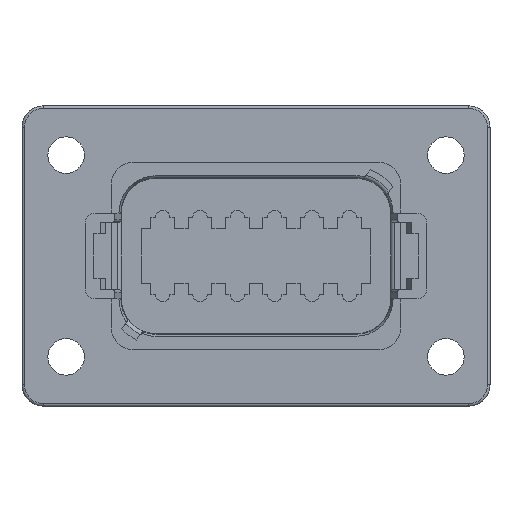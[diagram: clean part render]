
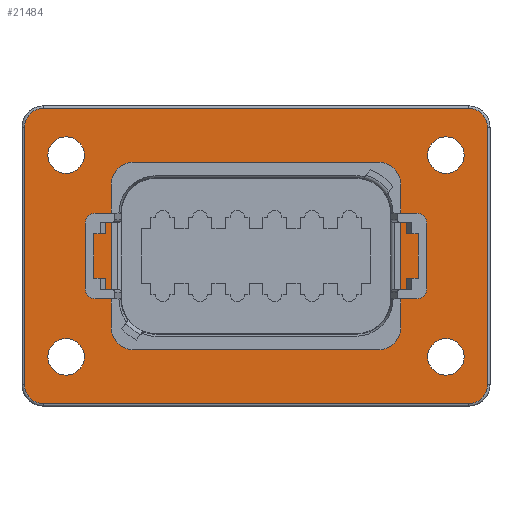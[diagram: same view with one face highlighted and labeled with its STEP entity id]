
A CAD part, front view. The second image highlights one B-rep face of the part: STEP entity #21484.
In plain terms, the highlighted planar face has unit normal (0, -1, 0).
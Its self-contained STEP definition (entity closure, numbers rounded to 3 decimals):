
#2=DIRECTION('',(0.,0.,1.));
#3=VECTOR('',#2,17.);
#4=CARTESIAN_POINT('',(-17.125,24.7,-8.5));
#5=LINE('',#4,#3);
#42=CARTESIAN_POINT('',(22.48,24.7,-11.94));
#43=DIRECTION('',(0.,1.,0.));
#44=DIRECTION('',(0.,0.,1.));
#45=AXIS2_PLACEMENT_3D('',#42,#43,#44);
#47=CARTESIAN_POINT('',(22.48,24.7,-11.94));
#48=DIRECTION('',(0.,1.,0.));
#49=DIRECTION('',(0.,0.,-1.));
#50=AXIS2_PLACEMENT_3D('',#47,#48,#49);
#52=CARTESIAN_POINT('',(22.48,24.7,11.94));
#53=DIRECTION('',(0.,1.,0.));
#54=DIRECTION('',(0.,0.,1.));
#55=AXIS2_PLACEMENT_3D('',#52,#53,#54);
#57=CARTESIAN_POINT('',(22.48,24.7,11.94));
#58=DIRECTION('',(0.,1.,0.));
#59=DIRECTION('',(0.,0.,-1.));
#60=AXIS2_PLACEMENT_3D('',#57,#58,#59);
#62=CARTESIAN_POINT('',(-22.48,24.7,-11.94));
#63=DIRECTION('',(0.,1.,0.));
#64=DIRECTION('',(0.,0.,1.));
#65=AXIS2_PLACEMENT_3D('',#62,#63,#64);
#67=CARTESIAN_POINT('',(-22.48,24.7,-11.94));
#68=DIRECTION('',(0.,1.,0.));
#69=DIRECTION('',(0.,0.,-1.));
#70=AXIS2_PLACEMENT_3D('',#67,#68,#69);
#72=CARTESIAN_POINT('',(-22.48,24.7,11.94));
#73=DIRECTION('',(0.,1.,0.));
#74=DIRECTION('',(0.,0.,1.));
#75=AXIS2_PLACEMENT_3D('',#72,#73,#74);
#77=CARTESIAN_POINT('',(-22.48,24.7,11.94));
#78=DIRECTION('',(0.,1.,0.));
#79=DIRECTION('',(0.,0.,-1.));
#80=AXIS2_PLACEMENT_3D('',#77,#78,#79);
#82=CARTESIAN_POINT('',(-25.16,24.7,-15.24));
#83=DIRECTION('',(0.,-1.,0.));
#84=DIRECTION('',(-1.,0.,0.));
#85=AXIS2_PLACEMENT_3D('',#82,#83,#84);
#87=DIRECTION('',(0.,0.,-1.));
#88=VECTOR('',#87,30.48);
#89=CARTESIAN_POINT('',(-27.4,24.7,15.24));
#90=LINE('',#89,#88);
#91=CARTESIAN_POINT('',(-25.16,24.7,15.24));
#92=DIRECTION('',(0.,-1.,0.));
#93=DIRECTION('',(0.,0.,1.));
#94=AXIS2_PLACEMENT_3D('',#91,#92,#93);
#96=DIRECTION('',(-1.,0.,0.));
#97=VECTOR('',#96,50.32);
#98=CARTESIAN_POINT('',(25.16,24.7,17.48));
#99=LINE('',#98,#97);
#100=CARTESIAN_POINT('',(25.16,24.7,15.24));
#101=DIRECTION('',(0.,-1.,0.));
#102=DIRECTION('',(1.,0.,0.));
#103=AXIS2_PLACEMENT_3D('',#100,#101,#102);
#105=DIRECTION('',(0.,0.,1.));
#106=VECTOR('',#105,30.48);
#107=CARTESIAN_POINT('',(27.4,24.7,-15.24));
#108=LINE('',#107,#106);
#109=CARTESIAN_POINT('',(25.16,24.7,-15.24));
#110=DIRECTION('',(0.,-1.,0.));
#111=DIRECTION('',(0.,0.,-1.));
#112=AXIS2_PLACEMENT_3D('',#109,#110,#111);
#114=DIRECTION('',(1.,0.,0.));
#115=VECTOR('',#114,50.32);
#116=CARTESIAN_POINT('',(-25.16,24.7,-17.48));
#117=LINE('',#116,#115);
#334=DIRECTION('',(-1.,0.,0.));
#335=VECTOR('',#334,29.05);
#336=CARTESIAN_POINT('',(14.525,24.7,-11.1));
#337=LINE('',#336,#335);
#394=CARTESIAN_POINT('',(-14.525,24.7,-8.5));
#395=DIRECTION('',(0.,-1.,0.));
#396=DIRECTION('',(-1.,0.,0.));
#397=AXIS2_PLACEMENT_3D('',#394,#395,#396);
#1445=DIRECTION('',(0.,0.,-1.));
#1446=VECTOR('',#1445,17.);
#1447=CARTESIAN_POINT('',(17.125,24.7,8.5));
#1448=LINE('',#1447,#1446);
#1481=CARTESIAN_POINT('',(14.525,24.7,-8.5));
#1482=DIRECTION('',(0.,-1.,0.));
#1483=DIRECTION('',(0.,0.,-1.));
#1484=AXIS2_PLACEMENT_3D('',#1481,#1482,#1483);
#1612=CARTESIAN_POINT('',(14.525,24.7,8.5));
#1613=DIRECTION('',(0.,-1.,0.));
#1614=DIRECTION('',(1.,0.,0.));
#1615=AXIS2_PLACEMENT_3D('',#1612,#1613,#1614);
#1622=DIRECTION('',(1.,0.,0.));
#1623=VECTOR('',#1622,29.05);
#1624=CARTESIAN_POINT('',(-14.525,24.7,11.1));
#1625=LINE('',#1624,#1623);
#1638=CARTESIAN_POINT('',(-14.525,24.7,8.5));
#1639=DIRECTION('',(0.,-1.,0.));
#1640=DIRECTION('',(0.,0.,1.));
#1641=AXIS2_PLACEMENT_3D('',#1638,#1639,#1640);
#20170=CARTESIAN_POINT('',(22.48,24.7,-9.78));
#20171=CARTESIAN_POINT('',(22.48,24.7,-14.1));
#20172=VERTEX_POINT('',#20170);
#20173=VERTEX_POINT('',#20171);
#20174=CARTESIAN_POINT('',(22.48,24.7,14.1));
#20175=CARTESIAN_POINT('',(22.48,24.7,9.78));
#20176=VERTEX_POINT('',#20174);
#20177=VERTEX_POINT('',#20175);
#20178=CARTESIAN_POINT('',(-22.48,24.7,-9.78));
#20179=CARTESIAN_POINT('',(-22.48,24.7,-14.1));
#20180=VERTEX_POINT('',#20178);
#20181=VERTEX_POINT('',#20179);
#20182=CARTESIAN_POINT('',(-22.48,24.7,14.1));
#20183=CARTESIAN_POINT('',(-22.48,24.7,9.78));
#20184=VERTEX_POINT('',#20182);
#20185=VERTEX_POINT('',#20183);
#20202=CARTESIAN_POINT('',(-27.4,24.7,-15.24));
#20203=CARTESIAN_POINT('',(-25.16,24.7,-17.48));
#20204=VERTEX_POINT('',#20202);
#20205=VERTEX_POINT('',#20203);
#20210=CARTESIAN_POINT('',(25.16,24.7,-17.48));
#20211=VERTEX_POINT('',#20210);
#20214=CARTESIAN_POINT('',(27.4,24.7,-15.24));
#20215=VERTEX_POINT('',#20214);
#20218=CARTESIAN_POINT('',(27.4,24.7,15.24));
#20219=VERTEX_POINT('',#20218);
#20222=CARTESIAN_POINT('',(25.16,24.7,17.48));
#20223=VERTEX_POINT('',#20222);
#20226=CARTESIAN_POINT('',(-25.16,24.7,17.48));
#20227=VERTEX_POINT('',#20226);
#20230=CARTESIAN_POINT('',(-27.4,24.7,15.24));
#20231=VERTEX_POINT('',#20230);
#20234=CARTESIAN_POINT('',(-17.125,24.7,-8.5));
#20235=CARTESIAN_POINT('',(-17.125,24.7,8.5));
#20236=VERTEX_POINT('',#20234);
#20237=VERTEX_POINT('',#20235);
#20238=CARTESIAN_POINT('',(-14.525,24.7,11.1));
#20239=CARTESIAN_POINT('',(14.525,24.7,11.1));
#20240=VERTEX_POINT('',#20238);
#20241=VERTEX_POINT('',#20239);
#20242=CARTESIAN_POINT('',(17.125,24.7,8.5));
#20243=CARTESIAN_POINT('',(17.125,24.7,-8.5));
#20244=VERTEX_POINT('',#20242);
#20245=VERTEX_POINT('',#20243);
#20246=CARTESIAN_POINT('',(14.525,24.7,-11.1));
#20247=CARTESIAN_POINT('',(-14.525,24.7,-11.1));
#20248=VERTEX_POINT('',#20246);
#20249=VERTEX_POINT('',#20247);
#21420=CARTESIAN_POINT('',(0.,24.7,0.));
#21421=DIRECTION('',(0.,1.,0.));
#21422=DIRECTION('',(1.,0.,0.));
#21423=AXIS2_PLACEMENT_3D('',#21420,#21421,#21422);
#21424=PLANE('',#21423);
#21426=ORIENTED_EDGE('',*,*,#21425,.F.);
#21428=ORIENTED_EDGE('',*,*,#21427,.F.);
#21430=ORIENTED_EDGE('',*,*,#21429,.F.);
#21432=ORIENTED_EDGE('',*,*,#21431,.F.);
#21434=ORIENTED_EDGE('',*,*,#21433,.F.);
#21436=ORIENTED_EDGE('',*,*,#21435,.F.);
#21438=ORIENTED_EDGE('',*,*,#21437,.F.);
#21440=ORIENTED_EDGE('',*,*,#21439,.F.);
#21441=EDGE_LOOP('',(#21426,#21428,#21430,#21432,#21434,#21436,#21438,#21440));
#21442=FACE_OUTER_BOUND('',#21441,.F.);
#21444=ORIENTED_EDGE('',*,*,#21443,.F.);
#21446=ORIENTED_EDGE('',*,*,#21445,.F.);
#21447=EDGE_LOOP('',(#21444,#21446));
#21448=FACE_BOUND('',#21447,.F.);
#21450=ORIENTED_EDGE('',*,*,#21449,.F.);
#21452=ORIENTED_EDGE('',*,*,#21451,.F.);
#21453=EDGE_LOOP('',(#21450,#21452));
#21454=FACE_BOUND('',#21453,.F.);
#21456=ORIENTED_EDGE('',*,*,#21455,.F.);
#21458=ORIENTED_EDGE('',*,*,#21457,.F.);
#21459=EDGE_LOOP('',(#21456,#21458));
#21460=FACE_BOUND('',#21459,.F.);
#21462=ORIENTED_EDGE('',*,*,#21461,.F.);
#21464=ORIENTED_EDGE('',*,*,#21463,.F.);
#21465=EDGE_LOOP('',(#21462,#21464));
#21466=FACE_BOUND('',#21465,.F.);
#21467=ORIENTED_EDGE('',*,*,#21389,.F.);
#21469=ORIENTED_EDGE('',*,*,#21468,.T.);
#21471=ORIENTED_EDGE('',*,*,#21470,.F.);
#21473=ORIENTED_EDGE('',*,*,#21472,.T.);
#21475=ORIENTED_EDGE('',*,*,#21474,.F.);
#21477=ORIENTED_EDGE('',*,*,#21476,.T.);
#21479=ORIENTED_EDGE('',*,*,#21478,.F.);
#21481=ORIENTED_EDGE('',*,*,#21480,.T.);
#21482=EDGE_LOOP('',(#21467,#21469,#21471,#21473,#21475,#21477,#21479,#21481));
#21483=FACE_BOUND('',#21482,.F.);
#21484=ADVANCED_FACE('',(#21442,#21448,#21454,#21460,#21466,#21483),#21424,.F.);
#46=CIRCLE('',#45,2.16);
#51=CIRCLE('',#50,2.16);
#56=CIRCLE('',#55,2.16);
#61=CIRCLE('',#60,2.16);
#66=CIRCLE('',#65,2.16);
#71=CIRCLE('',#70,2.16);
#76=CIRCLE('',#75,2.16);
#81=CIRCLE('',#80,2.16);
#86=CIRCLE('',#85,2.24);
#95=CIRCLE('',#94,2.24);
#104=CIRCLE('',#103,2.24);
#113=CIRCLE('',#112,2.24);
#398=CIRCLE('',#397,2.6);
#1485=CIRCLE('',#1484,2.6);
#1616=CIRCLE('',#1615,2.6);
#1642=CIRCLE('',#1641,2.6);
#21389=EDGE_CURVE('',#20236,#20237,#5,.T.);
#21425=EDGE_CURVE('',#20204,#20205,#86,.T.);
#21427=EDGE_CURVE('',#20231,#20204,#90,.T.);
#21429=EDGE_CURVE('',#20227,#20231,#95,.T.);
#21431=EDGE_CURVE('',#20223,#20227,#99,.T.);
#21433=EDGE_CURVE('',#20219,#20223,#104,.T.);
#21435=EDGE_CURVE('',#20215,#20219,#108,.T.);
#21437=EDGE_CURVE('',#20211,#20215,#113,.T.);
#21439=EDGE_CURVE('',#20205,#20211,#117,.T.);
#21443=EDGE_CURVE('',#20176,#20177,#56,.T.);
#21445=EDGE_CURVE('',#20177,#20176,#61,.T.);
#21449=EDGE_CURVE('',#20180,#20181,#66,.T.);
#21451=EDGE_CURVE('',#20181,#20180,#71,.T.);
#21455=EDGE_CURVE('',#20184,#20185,#76,.T.);
#21457=EDGE_CURVE('',#20185,#20184,#81,.T.);
#21461=EDGE_CURVE('',#20172,#20173,#46,.T.);
#21463=EDGE_CURVE('',#20173,#20172,#51,.T.);
#21468=EDGE_CURVE('',#20236,#20249,#398,.T.);
#21470=EDGE_CURVE('',#20248,#20249,#337,.T.);
#21472=EDGE_CURVE('',#20248,#20245,#1485,.T.);
#21474=EDGE_CURVE('',#20244,#20245,#1448,.T.);
#21476=EDGE_CURVE('',#20244,#20241,#1616,.T.);
#21478=EDGE_CURVE('',#20240,#20241,#1625,.T.);
#21480=EDGE_CURVE('',#20240,#20237,#1642,.T.);
